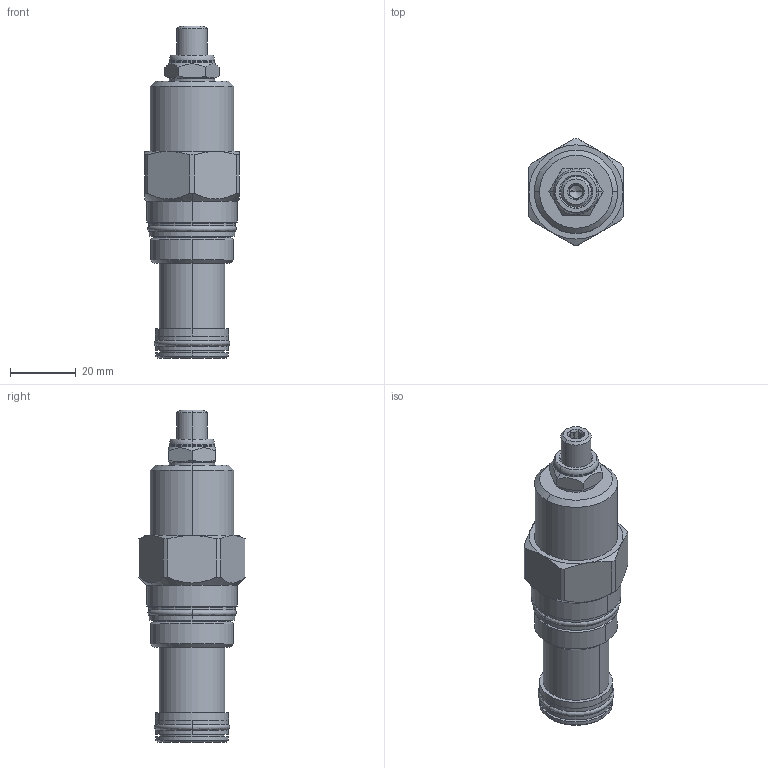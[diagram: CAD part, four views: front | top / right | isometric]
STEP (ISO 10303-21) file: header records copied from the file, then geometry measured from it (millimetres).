
FILE_DESCRIPTION((''),'2;1');
FILE_NAME('NFDD-LGN_PRT','2017-01-07T',('Administrator'),(''),'PRO/ENGINEER BY PARAMETRIC TECHNOLOGY CORPORATION, 2006240','PRO/ENGINEER BY PARAMETRIC TECHNOLOGY CORPORATION, 2006240','');
FILE_SCHEMA(('CONFIG_CONTROL_DESIGN'));
Length unit declared in the file: inch
Products named in the file (1): NFDD-LGN_PRT
Bounding box: 28.57 x 32.21 x 100.79 mm (x, y, z)
Volume: 42154.1 mm3; surface area: 10929.6 mm2
Topology: 3 solids, 4 shells, 174 faces, 398 edges, 241 vertices
Faces by surface type: cylinder 56, plane 48, cone 46, torus 16, revolution 8
Entity records: 5756 total; most frequent: CARTESIAN_POINT 1755, DIRECTION 872, ORIENTED_EDGE 792, EDGE_CURVE 396, AXIS2_PLACEMENT_3D 360, VERTEX_POINT 241, CIRCLE 194, EDGE_LOOP 191
